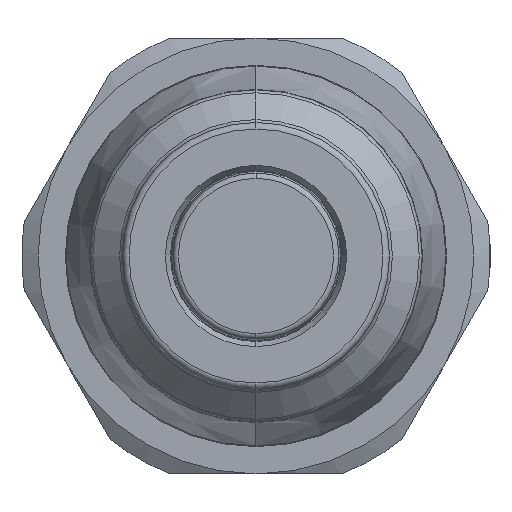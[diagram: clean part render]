
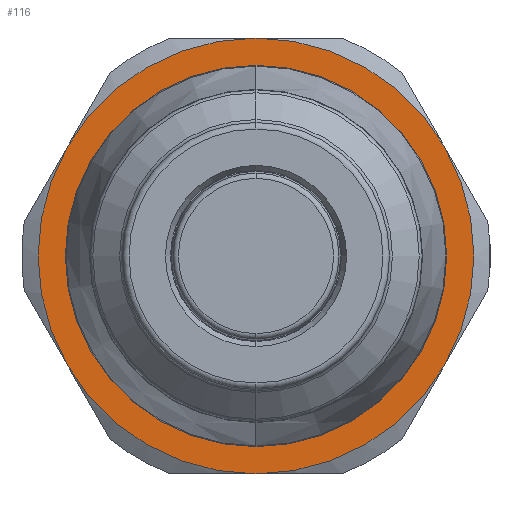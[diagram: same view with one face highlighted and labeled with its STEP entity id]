
A CAD part, left-side view. The second image highlights one B-rep face of the part: STEP entity #116.
In plain terms, the highlighted planar face has unit normal (-1, 0, 0).
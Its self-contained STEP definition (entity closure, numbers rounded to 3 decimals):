
#1 = CARTESIAN_POINT ( 'NONE',  ( 65.6, 17.321, -10. ) ) ;
#7 = CARTESIAN_POINT ( 'NONE',  ( 65.6, -17.321, -10. ) ) ;
#116 = ADVANCED_FACE ( 'NONE', ( #320, #321 ), #1842, .T. ) ;
#156 = EDGE_LOOP ( 'NONE', ( #681, #680 ) ) ;
#320 = FACE_OUTER_BOUND ( 'NONE', #769, .T. ) ;
#321 = FACE_BOUND ( 'NONE', #156, .T. ) ;
#439 = CIRCLE ( 'NONE', #1356, 20. ) ;
#440 = CIRCLE ( 'NONE', #1357, 20. ) ;
#443 = CIRCLE ( 'NONE', #1360, 17.3 ) ;
#444 = CIRCLE ( 'NONE', #1361, 20. ) ;
#445 = CIRCLE ( 'NONE', #1362, 20. ) ;
#680 = ORIENTED_EDGE ( 'NONE', *, *, #2295, .F. ) ;
#681 = ORIENTED_EDGE ( 'NONE', *, *, #1021, .F. ) ;
#682 = ORIENTED_EDGE ( 'NONE', *, *, #2202, .T. ) ;
#683 = ORIENTED_EDGE ( 'NONE', *, *, #1965, .T. ) ;
#684 = ORIENTED_EDGE ( 'NONE', *, *, #1018, .T. ) ;
#685 = ORIENTED_EDGE ( 'NONE', *, *, #1022, .T. ) ;
#769 = EDGE_LOOP ( 'NONE', ( #1637, #1631, #685, #684, #683, #682 ) ) ;
#832 = CIRCLE ( 'NONE', #1393, 20. ) ;
#849 = CIRCLE ( 'NONE', #1406, 20. ) ;
#875 = CIRCLE ( 'NONE', #1417, 17.3 ) ;
#1017 = EDGE_CURVE ( 'NONE', #2097, #2152, #439, .T. ) ;
#1018 = EDGE_CURVE ( 'NONE', #2141, #2177, #440, .T. ) ;
#1021 = EDGE_CURVE ( 'NONE', #2093, #1995, #443, .T. ) ;
#1022 = EDGE_CURVE ( 'NONE', #2184, #2141, #444, .T. ) ;
#1023 = EDGE_CURVE ( 'NONE', #2152, #2184, #445, .T. ) ;
#1258 = DIRECTION ( 'NONE',  ( 0., 0., 1. ) ) ;
#1259 = DIRECTION ( 'NONE',  ( -1., 0., 0. ) ) ;
#1260 = CARTESIAN_POINT ( 'NONE',  ( 65.6, 0., 0. ) ) ;
#1356 = AXIS2_PLACEMENT_3D ( 'NONE', #1546, #1516, #1545 ) ;
#1357 = AXIS2_PLACEMENT_3D ( 'NONE', #1541, #1540, #1539 ) ;
#1360 = AXIS2_PLACEMENT_3D ( 'NONE', #1574, #1510, #1528 ) ;
#1361 = AXIS2_PLACEMENT_3D ( 'NONE', #1559, #1511, #1560 ) ;
#1362 = AXIS2_PLACEMENT_3D ( 'NONE', #1555, #1573, #1561 ) ;
#1393 = AXIS2_PLACEMENT_3D ( 'NONE', #1774, #1782, #1799 ) ;
#1406 = AXIS2_PLACEMENT_3D ( 'NONE', #1492, #1489, #1495 ) ;
#1417 = AXIS2_PLACEMENT_3D ( 'NONE', #1260, #1259, #1258 ) ;
#1489 = DIRECTION ( 'NONE',  ( -1., 0., 0. ) ) ;
#1492 = CARTESIAN_POINT ( 'NONE',  ( 65.6, 0., 0. ) ) ;
#1495 = DIRECTION ( 'NONE',  ( 0., 0., 1. ) ) ;
#1497 = AXIS2_PLACEMENT_3D ( 'NONE', #1858, #1830, #1832 ) ;
#1510 = DIRECTION ( 'NONE',  ( -1., 0., 0. ) ) ;
#1511 = DIRECTION ( 'NONE',  ( -1., 0., 0. ) ) ;
#1516 = DIRECTION ( 'NONE',  ( -1., 0., 0. ) ) ;
#1528 = DIRECTION ( 'NONE',  ( 0., 0., 1. ) ) ;
#1539 = DIRECTION ( 'NONE',  ( 0., 0., 1. ) ) ;
#1540 = DIRECTION ( 'NONE',  ( -1., 0., 0. ) ) ;
#1541 = CARTESIAN_POINT ( 'NONE',  ( 65.6, 0., 0. ) ) ;
#1545 = DIRECTION ( 'NONE',  ( 0., 0., 1. ) ) ;
#1546 = CARTESIAN_POINT ( 'NONE',  ( 65.6, 0., 0. ) ) ;
#1555 = CARTESIAN_POINT ( 'NONE',  ( 65.6, 0., 0. ) ) ;
#1559 = CARTESIAN_POINT ( 'NONE',  ( 65.6, 0., 0. ) ) ;
#1560 = DIRECTION ( 'NONE',  ( 0., 0., 1. ) ) ;
#1561 = DIRECTION ( 'NONE',  ( 0., 0., 1. ) ) ;
#1573 = DIRECTION ( 'NONE',  ( -1., 0., 0. ) ) ;
#1574 = CARTESIAN_POINT ( 'NONE',  ( 65.6, 0., 0. ) ) ;
#1631 = ORIENTED_EDGE ( 'NONE', *, *, #1023, .T. ) ;
#1637 = ORIENTED_EDGE ( 'NONE', *, *, #1017, .T. ) ;
#1733 = CARTESIAN_POINT ( 'NONE',  ( 65.6, 0., -17.3 ) ) ;
#1759 = CARTESIAN_POINT ( 'NONE',  ( 65.6, 17.321, 10. ) ) ;
#1774 = CARTESIAN_POINT ( 'NONE',  ( 65.6, 0., 0. ) ) ;
#1777 = CARTESIAN_POINT ( 'NONE',  ( 65.6, 0., -20. ) ) ;
#1782 = DIRECTION ( 'NONE',  ( -1., 0., 0. ) ) ;
#1790 = CARTESIAN_POINT ( 'NONE',  ( 65.6, -17.321, 10. ) ) ;
#1799 = DIRECTION ( 'NONE',  ( 0., 0., 1. ) ) ;
#1811 = CARTESIAN_POINT ( 'NONE',  ( 65.6, 0., 17.3 ) ) ;
#1813 = CARTESIAN_POINT ( 'NONE',  ( 65.6, 0., 20. ) ) ;
#1830 = DIRECTION ( 'NONE',  ( -1., 0., 0. ) ) ;
#1832 = DIRECTION ( 'NONE',  ( 0., 0., 1. ) ) ;
#1842 = PLANE ( 'NONE',  #1497 ) ;
#1858 = CARTESIAN_POINT ( 'NONE',  ( 65.6, 17.3, 0. ) ) ;
#1965 = EDGE_CURVE ( 'NONE', #2177, #2096, #832, .T. ) ;
#1995 = VERTEX_POINT ( 'NONE', #1733 ) ;
#2093 = VERTEX_POINT ( 'NONE', #1811 ) ;
#2096 = VERTEX_POINT ( 'NONE', #1790 ) ;
#2097 = VERTEX_POINT ( 'NONE', #1813 ) ;
#2141 = VERTEX_POINT ( 'NONE', #1777 ) ;
#2152 = VERTEX_POINT ( 'NONE', #1759 ) ;
#2177 = VERTEX_POINT ( 'NONE', #7 ) ;
#2184 = VERTEX_POINT ( 'NONE', #1 ) ;
#2202 = EDGE_CURVE ( 'NONE', #2096, #2097, #849, .T. ) ;
#2295 = EDGE_CURVE ( 'NONE', #1995, #2093, #875, .T. ) ;
